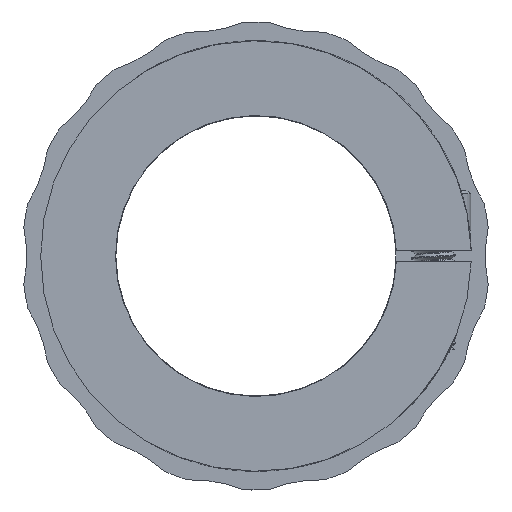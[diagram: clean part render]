
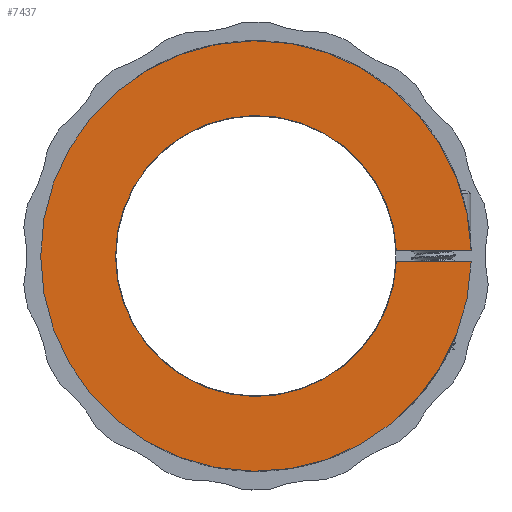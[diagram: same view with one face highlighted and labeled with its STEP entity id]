
A CAD part, front view. The second image highlights one B-rep face of the part: STEP entity #7437.
In plain terms, the highlighted planar face has unit normal (0, -1, 0).
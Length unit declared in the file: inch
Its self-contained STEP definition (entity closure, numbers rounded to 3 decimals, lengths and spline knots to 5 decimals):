
#199=PLANE('',#8109);
#824=FACE_OUTER_BOUND('',#1263,.T.);
#1263=EDGE_LOOP('',(#5342,#5343,#5344,#5345));
#1713=LINE('',#13778,#2160);
#1715=LINE('',#13781,#2162);
#2160=VECTOR('',#9273,39.37008);
#2162=VECTOR('',#9277,39.37008);
#2656=CIRCLE('',#8049,1.15);
#2711=CIRCLE('',#8106,0.7505);
#3021=VERTEX_POINT('',#10985);
#3023=VERTEX_POINT('',#10989);
#3157=VERTEX_POINT('',#13771);
#3158=VERTEX_POINT('',#13773);
#3838=EDGE_CURVE('',#3023,#3021,#2656,.T.);
#3973=EDGE_CURVE('',#3158,#3157,#2711,.T.);
#3976=EDGE_CURVE('',#3158,#3023,#1713,.T.);
#3978=EDGE_CURVE('',#3021,#3157,#1715,.T.);
#5342=ORIENTED_EDGE('',*,*,#3838,.F.);
#5343=ORIENTED_EDGE('',*,*,#3976,.F.);
#5344=ORIENTED_EDGE('',*,*,#3973,.T.);
#5345=ORIENTED_EDGE('',*,*,#3978,.F.);
#7437=ADVANCED_FACE('',(#824),#199,.F.);
#8049=AXIS2_PLACEMENT_3D('',#10991,#9120,#9121);
#8106=AXIS2_PLACEMENT_3D('',#13774,#9267,#9268);
#8109=AXIS2_PLACEMENT_3D('',#13782,#9278,#9279);
#9120=DIRECTION('center_axis',(0.,1.,0.));
#9121=DIRECTION('ref_axis',(1.,0.,0.));
#9267=DIRECTION('center_axis',(0.,1.,0.));
#9268=DIRECTION('ref_axis',(1.,0.,0.));
#9273=DIRECTION('',(1.,0.,0.));
#9277=DIRECTION('',(-1.,0.,0.));
#9278=DIRECTION('center_axis',(0.,1.,0.));
#9279=DIRECTION('ref_axis',(1.,0.,0.));
#10985=CARTESIAN_POINT('',(1.22682,0.48824,-0.00137));
#10989=CARTESIAN_POINT('',(1.22682,0.48824,-0.06337));
#10991=CARTESIAN_POINT('Origin',(0.07724,0.48824,-0.03237));
#13771=CARTESIAN_POINT('',(0.8271,0.48824,-0.00137));
#13773=CARTESIAN_POINT('',(0.8271,0.48824,-0.06337));
#13774=CARTESIAN_POINT('Origin',(0.07724,0.48824,-0.03237));
#13778=CARTESIAN_POINT('',(0.8271,0.48824,-0.06337));
#13781=CARTESIAN_POINT('',(0.8271,0.48824,-0.00137));
#13782=CARTESIAN_POINT('Origin',(0.07724,0.48824,-0.03237));
